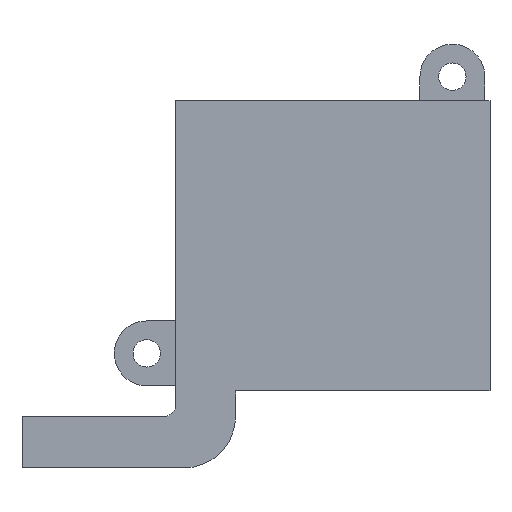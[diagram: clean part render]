
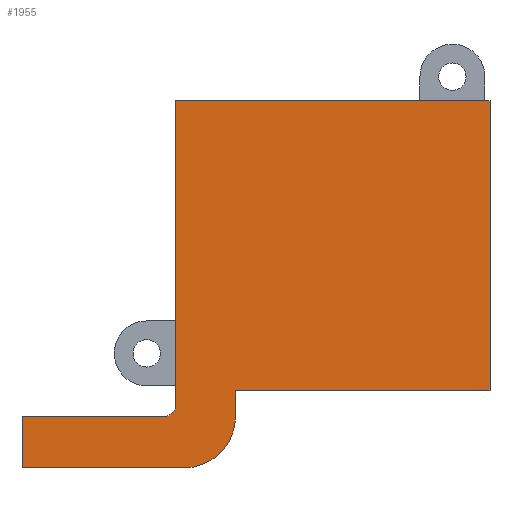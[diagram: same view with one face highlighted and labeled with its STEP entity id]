
A CAD part, left-side view. The second image highlights one B-rep face of the part: STEP entity #1955.
In plain terms, the highlighted planar face has unit normal (-1, 0, 0).
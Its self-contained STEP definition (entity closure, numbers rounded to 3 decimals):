
#227=PLANE('',#2145);
#259=LINE('',#5965,#329);
#267=LINE('',#5979,#337);
#273=LINE('',#5993,#343);
#276=LINE('',#5999,#346);
#279=LINE('',#6005,#349);
#283=LINE('',#6017,#353);
#296=LINE('',#6046,#366);
#297=LINE('',#6048,#367);
#329=VECTOR('',#2479,10.);
#337=VECTOR('',#2489,10.);
#343=VECTOR('',#2503,10.);
#346=VECTOR('',#2508,10.);
#349=VECTOR('',#2513,10.);
#353=VECTOR('',#2525,10.);
#366=VECTOR('',#2562,10.);
#367=VECTOR('',#2565,10.);
#496=FACE_OUTER_BOUND('',#619,.T.);
#619=EDGE_LOOP('',(#1733,#1734,#1735,#1736,#1737,#1738,#1739,#1740,#1741,
#1742));
#717=CIRCLE('',#2123,0.7);
#719=CIRCLE('',#2129,3.);
#876=VERTEX_POINT('',#5963);
#877=VERTEX_POINT('',#5964);
#882=VERTEX_POINT('',#5978);
#884=VERTEX_POINT('',#5986);
#886=VERTEX_POINT('',#5992);
#888=VERTEX_POINT('',#5998);
#890=VERTEX_POINT('',#6004);
#892=VERTEX_POINT('',#6010);
#894=VERTEX_POINT('',#6016);
#898=VERTEX_POINT('',#6044);
#1137=EDGE_CURVE('',#876,#877,#259,.T.);
#1145=EDGE_CURVE('',#882,#876,#267,.T.);
#1150=EDGE_CURVE('',#884,#877,#717,.T.);
#1153=EDGE_CURVE('',#884,#886,#273,.T.);
#1156=EDGE_CURVE('',#886,#888,#276,.T.);
#1159=EDGE_CURVE('',#888,#890,#279,.T.);
#1162=EDGE_CURVE('',#890,#892,#719,.T.);
#1165=EDGE_CURVE('',#892,#894,#283,.T.);
#1179=EDGE_CURVE('',#894,#898,#296,.T.);
#1180=EDGE_CURVE('',#898,#882,#297,.T.);
#1733=ORIENTED_EDGE('',*,*,#1137,.T.);
#1734=ORIENTED_EDGE('',*,*,#1150,.F.);
#1735=ORIENTED_EDGE('',*,*,#1153,.T.);
#1736=ORIENTED_EDGE('',*,*,#1156,.T.);
#1737=ORIENTED_EDGE('',*,*,#1159,.T.);
#1738=ORIENTED_EDGE('',*,*,#1162,.T.);
#1739=ORIENTED_EDGE('',*,*,#1165,.T.);
#1740=ORIENTED_EDGE('',*,*,#1179,.T.);
#1741=ORIENTED_EDGE('',*,*,#1180,.T.);
#1742=ORIENTED_EDGE('',*,*,#1145,.T.);
#1955=ADVANCED_FACE('',(#496),#227,.F.);
#2123=AXIS2_PLACEMENT_3D('',#5987,#2496,#2497);
#2129=AXIS2_PLACEMENT_3D('',#6011,#2518,#2519);
#2145=AXIS2_PLACEMENT_3D('',#6049,#2566,#2567);
#2479=DIRECTION('',(0.,0.,-1.));
#2489=DIRECTION('',(0.,1.,0.));
#2496=DIRECTION('center_axis',(-1.,0.,0.));
#2497=DIRECTION('ref_axis',(0.,0.,-1.));
#2503=DIRECTION('',(0.,1.,0.));
#2508=DIRECTION('',(0.,0.,-1.));
#2513=DIRECTION('',(0.,-1.,0.));
#2518=DIRECTION('center_axis',(-1.,0.,0.));
#2519=DIRECTION('ref_axis',(0.,0.,-1.));
#2525=DIRECTION('',(0.,0.,1.));
#2562=DIRECTION('',(0.,-1.,0.));
#2565=DIRECTION('',(0.,0.,1.));
#2566=DIRECTION('center_axis',(1.,0.,0.));
#2567=DIRECTION('ref_axis',(0.,0.,-1.));
#5963=CARTESIAN_POINT('',(0.,110.45,54.85));
#5964=CARTESIAN_POINT('',(0.,110.45,37.05));
#5965=CARTESIAN_POINT('',(0.,110.45,54.85));
#5978=CARTESIAN_POINT('',(0.,92.05,54.85));
#5979=CARTESIAN_POINT('',(0.,92.05,54.85));
#5986=CARTESIAN_POINT('',(0.,111.15,36.35));
#5987=CARTESIAN_POINT('Origin',(0.,111.15,37.05));
#5992=CARTESIAN_POINT('',(0.,119.45,36.35));
#5993=CARTESIAN_POINT('',(0.,111.15,36.35));
#5998=CARTESIAN_POINT('',(0.,119.45,33.35));
#5999=CARTESIAN_POINT('',(0.,119.45,36.35));
#6004=CARTESIAN_POINT('',(0.,109.95,33.35));
#6005=CARTESIAN_POINT('',(0.,119.45,33.35));
#6010=CARTESIAN_POINT('',(0.,106.95,36.35));
#6011=CARTESIAN_POINT('Origin',(0.,109.95,36.35));
#6016=CARTESIAN_POINT('',(0.,106.95,37.85));
#6017=CARTESIAN_POINT('',(0.,106.95,36.35));
#6044=CARTESIAN_POINT('',(0.,92.05,37.85));
#6046=CARTESIAN_POINT('',(0.,110.45,37.85));
#6048=CARTESIAN_POINT('',(0.,92.05,37.85));
#6049=CARTESIAN_POINT('Origin',(0.,0.,0.));
